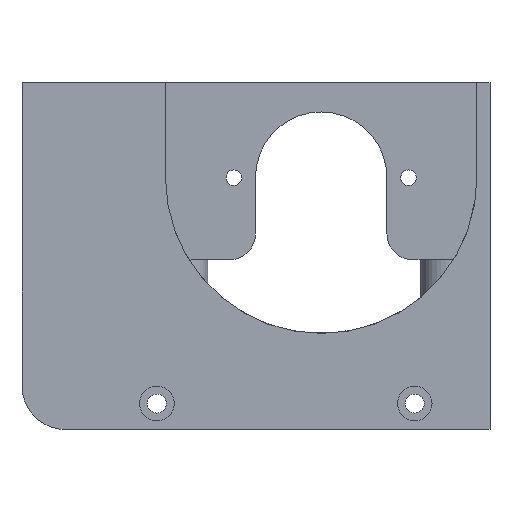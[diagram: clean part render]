
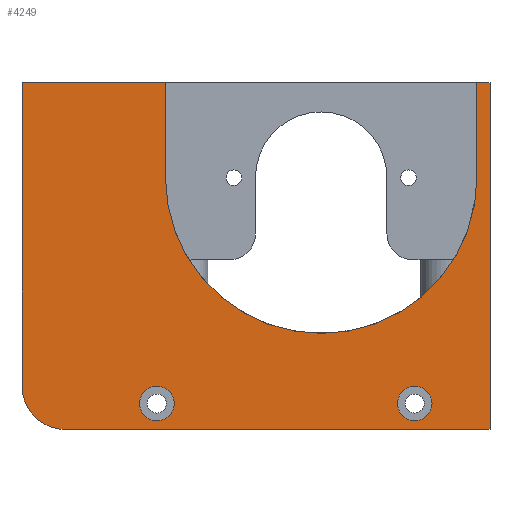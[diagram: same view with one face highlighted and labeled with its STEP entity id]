
A CAD part, front view. The second image highlights one B-rep face of the part: STEP entity #4249.
In plain terms, the highlighted planar face has unit normal (0, -1, 0).
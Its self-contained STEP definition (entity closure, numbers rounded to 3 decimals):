
#31=LINE('',#6023,#513);
#107=LINE('',#6217,#589);
#182=LINE('',#6388,#664);
#210=LINE('',#6456,#692);
#212=LINE('',#6459,#694);
#213=LINE('',#6462,#695);
#214=LINE('',#6465,#696);
#513=VECTOR('',#4831,40.1);
#589=VECTOR('',#4957,16.58);
#664=VECTOR('',#5076,11.);
#692=VECTOR('',#5144,11.);
#694=VECTOR('',#5148,1.51);
#695=VECTOR('',#5151,35.1);
#696=VECTOR('',#5154,49.09);
#1005=PLANE('',#4520);
#1177=FACE_BOUND('',#1523,.T.);
#1178=FACE_BOUND('',#1524,.T.);
#1270=FACE_OUTER_BOUND('',#1522,.T.);
#1522=EDGE_LOOP('',(#3258,#3259,#3260,#3261,#3262,#3263,#3264,#3265,#3266));
#1523=EDGE_LOOP('',(#3267));
#1524=EDGE_LOOP('',(#3268));
#1810=CIRCLE('',#4496,18.);
#1822=CIRCLE('',#4521,5.);
#1823=CIRCLE('',#4522,2.);
#1824=CIRCLE('',#4523,2.);
#1920=VERTEX_POINT('',#6020);
#1921=VERTEX_POINT('',#6022);
#2013=VERTEX_POINT('',#6214);
#2014=VERTEX_POINT('',#6216);
#2086=VERTEX_POINT('',#6380);
#2087=VERTEX_POINT('',#6382);
#2108=VERTEX_POINT('',#6455);
#2109=VERTEX_POINT('',#6461);
#2110=VERTEX_POINT('',#6463);
#2111=VERTEX_POINT('',#6466);
#2112=VERTEX_POINT('',#6468);
#2347=EDGE_CURVE('',#1921,#1920,#31,.T.);
#2444=EDGE_CURVE('',#2014,#2013,#107,.T.);
#2529=EDGE_CURVE('',#2087,#2086,#1810,.T.);
#2532=EDGE_CURVE('',#2086,#2014,#182,.T.);
#2570=EDGE_CURVE('',#2108,#2087,#210,.T.);
#2572=EDGE_CURVE('',#1920,#2108,#212,.T.);
#2573=EDGE_CURVE('',#2013,#2109,#213,.T.);
#2574=EDGE_CURVE('',#2109,#2110,#1822,.T.);
#2575=EDGE_CURVE('',#2110,#1921,#214,.T.);
#2576=EDGE_CURVE('',#2111,#2111,#1823,.T.);
#2577=EDGE_CURVE('',#2112,#2112,#1824,.T.);
#3258=ORIENTED_EDGE('',*,*,#2570,.T.);
#3259=ORIENTED_EDGE('',*,*,#2529,.T.);
#3260=ORIENTED_EDGE('',*,*,#2532,.T.);
#3261=ORIENTED_EDGE('',*,*,#2444,.T.);
#3262=ORIENTED_EDGE('',*,*,#2573,.T.);
#3263=ORIENTED_EDGE('',*,*,#2574,.T.);
#3264=ORIENTED_EDGE('',*,*,#2575,.T.);
#3265=ORIENTED_EDGE('',*,*,#2347,.T.);
#3266=ORIENTED_EDGE('',*,*,#2572,.T.);
#3267=ORIENTED_EDGE('',*,*,#2576,.T.);
#3268=ORIENTED_EDGE('',*,*,#2577,.T.);
#4249=ADVANCED_FACE('',(#1270,#1177,#1178),#1005,.T.);
#4496=AXIS2_PLACEMENT_3D('',#6383,#5069,#5070);
#4520=AXIS2_PLACEMENT_3D('',#6460,#5149,#5150);
#4521=AXIS2_PLACEMENT_3D('',#6464,#5152,#5153);
#4522=AXIS2_PLACEMENT_3D('',#6467,#5155,#5156);
#4523=AXIS2_PLACEMENT_3D('',#6469,#5157,#5158);
#4831=DIRECTION('',(0.,0.,1.));
#4957=DIRECTION('',(-1.,0.,0.));
#5069=DIRECTION('center_axis',(0.,1.,0.));
#5070=DIRECTION('ref_axis',(-1.,0.,0.));
#5076=DIRECTION('',(0.,0.,1.));
#5144=DIRECTION('',(0.,0.,-1.));
#5148=DIRECTION('',(-1.,0.,0.));
#5149=DIRECTION('center_axis',(0.,-1.,0.));
#5150=DIRECTION('ref_axis',(0.,0.,-1.));
#5151=DIRECTION('',(0.,0.,-1.));
#5152=DIRECTION('center_axis',(0.,-1.,0.));
#5153=DIRECTION('ref_axis',(-1.,0.,0.));
#5154=DIRECTION('',(1.,0.,0.));
#5155=DIRECTION('center_axis',(0.,1.,0.));
#5156=DIRECTION('ref_axis',(-1.,0.,0.));
#5157=DIRECTION('center_axis',(0.,1.,0.));
#5158=DIRECTION('ref_axis',(-1.,0.,0.));
#6020=CARTESIAN_POINT('',(43.496,-28.6,1.));
#6022=CARTESIAN_POINT('',(43.496,-28.6,-39.1));
#6023=CARTESIAN_POINT('',(43.496,-28.6,-39.1));
#6214=CARTESIAN_POINT('',(-10.594,-28.6,1.));
#6216=CARTESIAN_POINT('',(5.986,-28.6,1.));
#6217=CARTESIAN_POINT('',(6.486,-28.6,1.));
#6380=CARTESIAN_POINT('',(5.986,-28.6,-10.));
#6382=CARTESIAN_POINT('',(41.986,-28.6,-10.));
#6383=CARTESIAN_POINT('Origin',(23.986,-28.6,-10.));
#6388=CARTESIAN_POINT('',(5.986,-28.6,-9.936));
#6455=CARTESIAN_POINT('',(41.986,-28.6,1.));
#6456=CARTESIAN_POINT('',(41.986,-28.6,-15.436));
#6459=CARTESIAN_POINT('',(43.496,-28.6,1.));
#6460=CARTESIAN_POINT('Origin',(17.967,-28.6,-20.873));
#6461=CARTESIAN_POINT('',(-10.594,-28.6,-34.1));
#6462=CARTESIAN_POINT('',(-10.594,-28.6,1.));
#6463=CARTESIAN_POINT('',(-5.594,-28.6,-39.1));
#6464=CARTESIAN_POINT('Origin',(-5.594,-28.6,-34.1));
#6465=CARTESIAN_POINT('',(-5.594,-28.6,-39.1));
#6466=CARTESIAN_POINT('',(6.996,-28.6,-36.1));
#6467=CARTESIAN_POINT('Origin',(4.996,-28.6,-36.1));
#6468=CARTESIAN_POINT('',(36.796,-28.6,-36.1));
#6469=CARTESIAN_POINT('Origin',(34.796,-28.6,-36.1));
